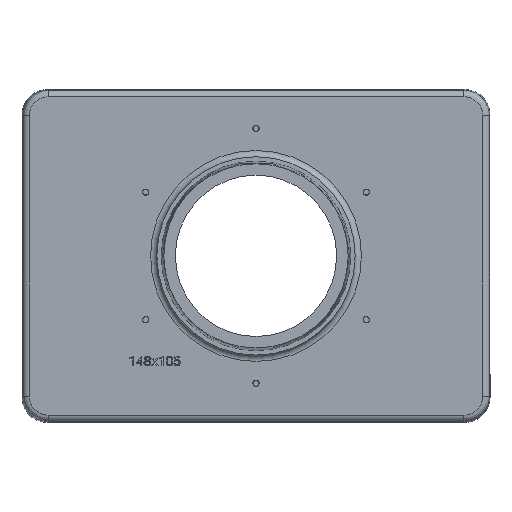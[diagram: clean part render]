
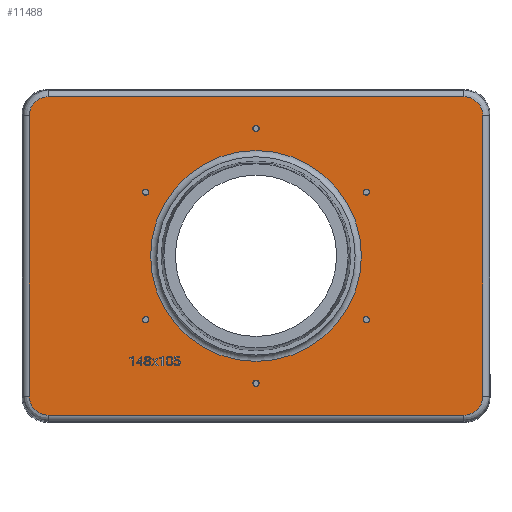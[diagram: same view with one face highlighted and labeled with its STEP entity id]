
A CAD part, top view. The second image highlights one B-rep face of the part: STEP entity #11488.
In plain terms, the highlighted planar face has unit normal (0, 0, 1).
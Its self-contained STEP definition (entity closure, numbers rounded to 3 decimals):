
#323=FACE_BOUND('',#1774,.T.);
#324=FACE_BOUND('',#1775,.T.);
#325=FACE_BOUND('',#1776,.T.);
#326=FACE_BOUND('',#1777,.T.);
#327=FACE_BOUND('',#1778,.T.);
#328=FACE_BOUND('',#1779,.T.);
#329=FACE_BOUND('',#1780,.T.);
#344=PLANE('',#12184);
#628=ELLIPSE('',#12163,6.007,6.);
#630=ELLIPSE('',#12168,6.007,6.);
#632=ELLIPSE('',#12173,6.007,6.);
#634=ELLIPSE('',#12177,6.007,6.);
#1112=FACE_OUTER_BOUND('',#1773,.T.);
#1773=EDGE_LOOP('',(#7727,#7728,#7729,#7730,#7731,#7732,#7733,#7734));
#1774=EDGE_LOOP('',(#7735));
#1775=EDGE_LOOP('',(#7736));
#1776=EDGE_LOOP('',(#7737));
#1777=EDGE_LOOP('',(#7738));
#1778=EDGE_LOOP('',(#7739));
#1779=EDGE_LOOP('',(#7740));
#1780=EDGE_LOOP('',(#7741));
#2441=LINE('',#15968,#3573);
#2444=LINE('',#16012,#3576);
#2446=LINE('',#16053,#3578);
#2448=LINE('',#16094,#3580);
#3573=VECTOR('',#13054,10.);
#3576=VECTOR('',#13069,10.);
#3578=VECTOR('',#13081,10.);
#3580=VECTOR('',#13093,10.);
#4713=CIRCLE('',#12185,33.5);
#4714=CIRCLE('',#12186,1.);
#4715=CIRCLE('',#12187,1.);
#4716=CIRCLE('',#12188,1.);
#4717=CIRCLE('',#12189,1.);
#4718=CIRCLE('',#12190,1.);
#4719=CIRCLE('',#12191,1.);
#4744=VERTEX_POINT('',#15965);
#4745=VERTEX_POINT('',#15967);
#4747=VERTEX_POINT('',#16002);
#4749=VERTEX_POINT('',#16008);
#4751=VERTEX_POINT('',#16043);
#4753=VERTEX_POINT('',#16049);
#4755=VERTEX_POINT('',#16084);
#4757=VERTEX_POINT('',#16090);
#4764=VERTEX_POINT('',#16146);
#4765=VERTEX_POINT('',#16148);
#4766=VERTEX_POINT('',#16150);
#4767=VERTEX_POINT('',#16152);
#4768=VERTEX_POINT('',#16154);
#4769=VERTEX_POINT('',#16156);
#4770=VERTEX_POINT('',#16158);
#5894=EDGE_CURVE('',#4744,#4745,#2441,.T.);
#5899=EDGE_CURVE('',#4745,#4747,#628,.T.);
#5902=EDGE_CURVE('',#4747,#4749,#2444,.T.);
#5905=EDGE_CURVE('',#4749,#4751,#630,.T.);
#5908=EDGE_CURVE('',#4751,#4753,#2446,.T.);
#5911=EDGE_CURVE('',#4753,#4755,#632,.T.);
#5914=EDGE_CURVE('',#4755,#4757,#2448,.T.);
#5916=EDGE_CURVE('',#4757,#4744,#634,.T.);
#5926=EDGE_CURVE('',#4764,#4764,#4713,.T.);
#5927=EDGE_CURVE('',#4765,#4765,#4714,.T.);
#5928=EDGE_CURVE('',#4766,#4766,#4715,.T.);
#5929=EDGE_CURVE('',#4767,#4767,#4716,.T.);
#5930=EDGE_CURVE('',#4768,#4768,#4717,.T.);
#5931=EDGE_CURVE('',#4769,#4769,#4718,.T.);
#5932=EDGE_CURVE('',#4770,#4770,#4719,.T.);
#7727=ORIENTED_EDGE('',*,*,#5894,.F.);
#7728=ORIENTED_EDGE('',*,*,#5916,.F.);
#7729=ORIENTED_EDGE('',*,*,#5914,.F.);
#7730=ORIENTED_EDGE('',*,*,#5911,.F.);
#7731=ORIENTED_EDGE('',*,*,#5908,.F.);
#7732=ORIENTED_EDGE('',*,*,#5905,.F.);
#7733=ORIENTED_EDGE('',*,*,#5902,.F.);
#7734=ORIENTED_EDGE('',*,*,#5899,.F.);
#7735=ORIENTED_EDGE('',*,*,#5926,.F.);
#7736=ORIENTED_EDGE('',*,*,#5927,.T.);
#7737=ORIENTED_EDGE('',*,*,#5928,.T.);
#7738=ORIENTED_EDGE('',*,*,#5929,.T.);
#7739=ORIENTED_EDGE('',*,*,#5930,.T.);
#7740=ORIENTED_EDGE('',*,*,#5931,.T.);
#7741=ORIENTED_EDGE('',*,*,#5932,.T.);
#11488=ADVANCED_FACE('',(#1112,#323,#324,#325,#326,#327,#328,#329),#344,
 .F.);
#12163=AXIS2_PLACEMENT_3D('',#16006,#13062,#13063);
#12168=AXIS2_PLACEMENT_3D('',#16047,#13074,#13075);
#12173=AXIS2_PLACEMENT_3D('',#16088,#13086,#13087);
#12177=AXIS2_PLACEMENT_3D('',#16126,#13096,#13097);
#12184=AXIS2_PLACEMENT_3D('',#16145,#13117,#13118);
#12185=AXIS2_PLACEMENT_3D('',#16147,#13119,#13120);
#12186=AXIS2_PLACEMENT_3D('',#16149,#13121,#13122);
#12187=AXIS2_PLACEMENT_3D('',#16151,#13123,#13124);
#12188=AXIS2_PLACEMENT_3D('',#16153,#13125,#13126);
#12189=AXIS2_PLACEMENT_3D('',#16155,#13127,#13128);
#12190=AXIS2_PLACEMENT_3D('',#16157,#13129,#13130);
#12191=AXIS2_PLACEMENT_3D('',#16159,#13131,#13132);
#13054=DIRECTION('',(-1.,0.,0.));
#13062=DIRECTION('center_axis',(0.,0.,-1.));
#13063=DIRECTION('ref_axis',(-0.707,-0.707,0.));
#13069=DIRECTION('',(0.,1.,0.));
#13074=DIRECTION('center_axis',(0.,0.,-1.));
#13075=DIRECTION('ref_axis',(-0.707,0.707,0.));
#13081=DIRECTION('',(1.,0.,0.));
#13086=DIRECTION('center_axis',(0.,0.,-1.));
#13087=DIRECTION('ref_axis',(0.707,0.707,0.));
#13093=DIRECTION('',(0.,-1.,0.));
#13096=DIRECTION('center_axis',(0.,0.,-1.));
#13097=DIRECTION('ref_axis',(0.707,-0.707,0.));
#13117=DIRECTION('center_axis',(0.,0.,-1.));
#13118=DIRECTION('ref_axis',(1.,0.,0.));
#13119=DIRECTION('center_axis',(0.,0.,1.));
#13120=DIRECTION('ref_axis',(-1.,0.,0.));
#13121=DIRECTION('center_axis',(0.,0.,-1.));
#13122=DIRECTION('ref_axis',(-1.,0.,0.));
#13123=DIRECTION('center_axis',(0.,0.,-1.));
#13124=DIRECTION('ref_axis',(-0.5,-0.866,0.));
#13125=DIRECTION('center_axis',(0.,0.,-1.));
#13126=DIRECTION('ref_axis',(0.5,-0.866,0.));
#13127=DIRECTION('center_axis',(0.,0.,-1.));
#13128=DIRECTION('ref_axis',(1.,0.,0.));
#13129=DIRECTION('center_axis',(0.,0.,-1.));
#13130=DIRECTION('ref_axis',(0.5,0.866,0.));
#13131=DIRECTION('center_axis',(0.,0.,-1.));
#13132=DIRECTION('ref_axis',(-0.5,0.866,0.));
#15965=CARTESIAN_POINT('',(66.072,-50.569,-5.));
#15967=CARTESIAN_POINT('',(-66.072,-50.569,-5.));
#15968=CARTESIAN_POINT('',(-37.,-50.569,-5.));
#16002=CARTESIAN_POINT('',(-72.069,-44.572,-5.));
#16006=CARTESIAN_POINT('Origin',(-66.065,-44.565,-5.));
#16008=CARTESIAN_POINT('',(-72.069,44.572,-5.));
#16012=CARTESIAN_POINT('',(-72.069,26.25,-5.));
#16043=CARTESIAN_POINT('',(-66.072,50.569,-5.));
#16047=CARTESIAN_POINT('Origin',(-66.065,44.565,-5.));
#16049=CARTESIAN_POINT('',(66.072,50.569,-5.));
#16053=CARTESIAN_POINT('',(37.,50.569,-5.));
#16084=CARTESIAN_POINT('',(72.069,44.572,-5.));
#16088=CARTESIAN_POINT('Origin',(66.065,44.565,-5.));
#16090=CARTESIAN_POINT('',(72.069,-44.572,-5.));
#16094=CARTESIAN_POINT('',(72.069,-26.25,-5.));
#16126=CARTESIAN_POINT('Origin',(66.065,-44.565,-5.));
#16145=CARTESIAN_POINT('Origin',(0.,0.,
-5.));
#16146=CARTESIAN_POINT('',(33.5,0.,-5.));
#16147=CARTESIAN_POINT('Origin',(0.,0.,-5.));
#16148=CARTESIAN_POINT('',(36.074,20.25,-5.));
#16149=CARTESIAN_POINT('Origin',(35.074,20.25,-5.));
#16150=CARTESIAN_POINT('',(0.5,41.366,-5.));
#16151=CARTESIAN_POINT('Origin',(0.,40.5,-5.));
#16152=CARTESIAN_POINT('',(-35.574,21.116,-5.));
#16153=CARTESIAN_POINT('Origin',(-35.074,20.25,-5.));
#16154=CARTESIAN_POINT('',(-36.074,-20.25,-5.));
#16155=CARTESIAN_POINT('Origin',(-35.074,-20.25,-5.));
#16156=CARTESIAN_POINT('',(-0.5,-41.366,-5.));
#16157=CARTESIAN_POINT('Origin',(0.,-40.5,-5.));
#16158=CARTESIAN_POINT('',(35.574,-21.116,-5.));
#16159=CARTESIAN_POINT('Origin',(35.074,-20.25,-5.));
